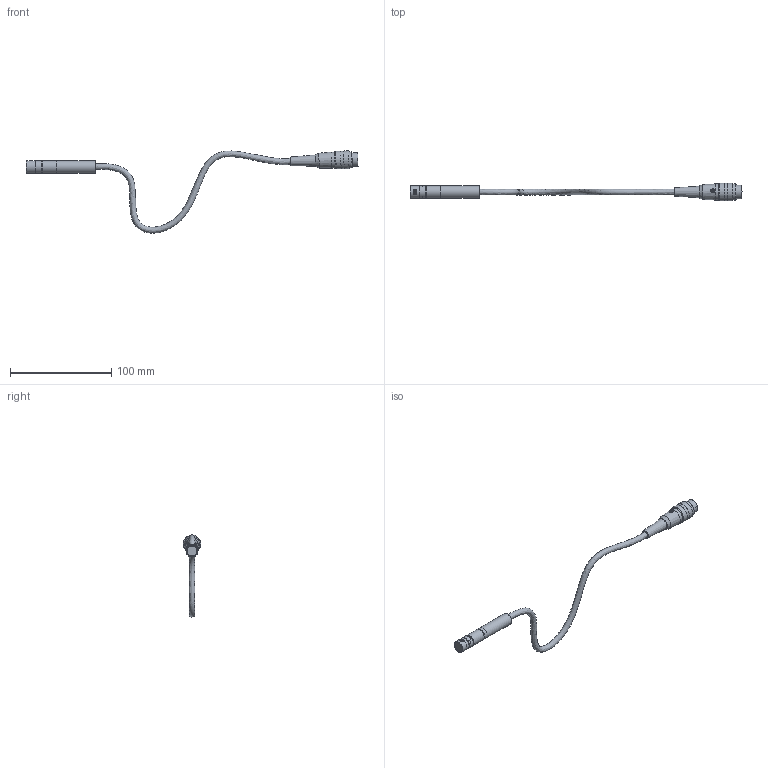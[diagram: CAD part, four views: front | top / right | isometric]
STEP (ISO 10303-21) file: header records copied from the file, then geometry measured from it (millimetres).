
FILE_DESCRIPTION(/* description */ (''),/* implementation_level */ '2;1');
FILE_NAME(/* name */ '90400_AM + 85804_AM.stp',/* time_stamp */ '2020-07-29T11:33:19+02:00',/* author */ ('paul.singh'),/* organization */ (''),/* preprocessor_version */ 'ST-DEVELOPER v17.2',/* originating_system */ 'Autodesk Inventor 2019',/* authorisation */ '');
FILE_SCHEMA (('AUTOMOTIVE_DESIGN { 1 0 10303 214 3 1 1 }'));
Length unit declared in the file: millimetre
Products named in the file (10): 90400_AM + 85804_AM; 90400_AM; 69753_AM; 76752_AM; EZMB190914-001; 44410; 88831_AM; 88830_AM; 85804_AM; 79654_AM
Assembly tree (9 placements, depth 4):
  90400_AM + 85804_AM
    90400_AM
      69753_AM
      76752_AM
      EZMB190914-001
      44410
      88831_AM
        88830_AM
    85804_AM
      79654_AM
Bounding box: 327.79 x 17.5 x 81.19 mm (x, y, z)
Volume: 16081.5 mm3; surface area: 13009.9 mm2
Topology: 5 solids, 8 shells, 158 faces, 375 edges, 259 vertices
Faces by surface type: plane 64, cylinder 40, bspline 33, cone 18, sphere 2, torus 1
Full cylindrical faces by diameter (mm): 1.48 x7, 3 x1, 6 x1, 10 x3, 11 x3, 12 x4, 13.6 x1, 16 x2, 17.2 x2, 17.5 x2
Entity records: 7101 total; most frequent: CARTESIAN_POINT 2995, DIRECTION 757, ORIENTED_EDGE 748, EDGE_CURVE 375, AXIS2_PLACEMENT_3D 314, VERTEX_POINT 259, EDGE_LOOP 187, FACE_OUTER_BOUND 158
